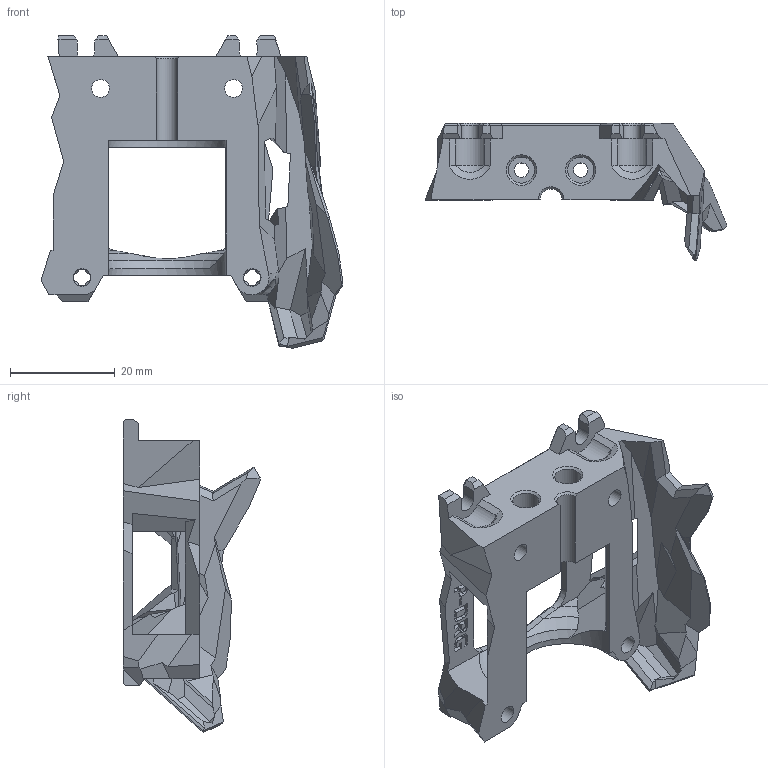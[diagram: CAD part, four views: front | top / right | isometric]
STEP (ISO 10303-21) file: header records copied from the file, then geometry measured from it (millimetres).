
FILE_DESCRIPTION (( 'STEP AP214' ), '1' );
FILE_NAME ('Stealthburner_Printhead_Dragon3.STEP', '2024-02-07T17:05:15', ( '' ), ( '' ), 'SwSTEP 2.0', 'SolidWorks 2024', '' );
FILE_SCHEMA (( 'AUTOMOTIVE_DESIGN' ));
Length unit declared in the file: millimetre
Products named in the file (1): Stealthburner_Printhead_Dragon3_Stealthburner_Printhead_Dragon3
Bounding box: 57.65 x 26.26 x 59.7 mm (x, y, z)
Volume: 14875 mm3; surface area: 9924 mm2
Topology: 1 solids, 1 shells, 527 faces, 1528 edges, 987 vertices
Faces by surface type: plane 408, cylinder 60, bspline 40, cone 17, torus 2
Full cylindrical faces by diameter (mm): 2.75 x2, 3.4 x6, 5 x2, 6 x2
Entity records: 17945 total; most frequent: CARTESIAN_POINT 4556, ORIENTED_EDGE 3000, DIRECTION 2410, EDGE_CURVE 1500, LINE 1210, VECTOR 1210, VERTEX_POINT 979, AXIS2_PLACEMENT_3D 600
